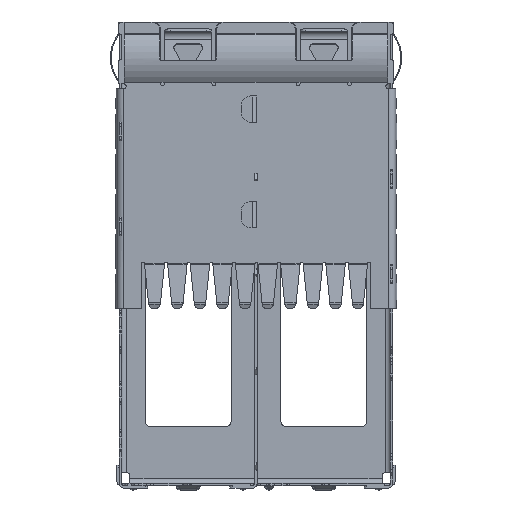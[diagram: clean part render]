
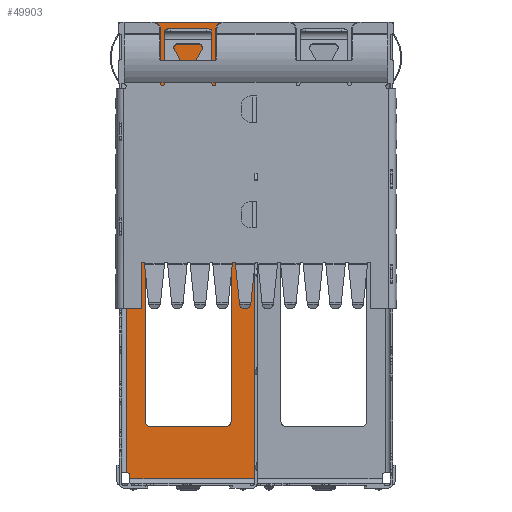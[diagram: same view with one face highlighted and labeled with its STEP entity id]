
A CAD part, front view. The second image highlights one B-rep face of the part: STEP entity #49903.
In plain terms, the highlighted planar face has unit normal (0, -1, 0).
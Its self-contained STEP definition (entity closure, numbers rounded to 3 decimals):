
#54=DIRECTION('',(1.,0.,0.));
#55=VECTOR('',#54,13.5);
#56=CARTESIAN_POINT('',(-13.625,4.475,0.));
#57=LINE('',#56,#55);
#21572=DIRECTION('',(1.,0.,0.));
#21573=VECTOR('',#21572,8.);
#21574=CARTESIAN_POINT('',(-11.125,4.475,-16.));
#21575=LINE('',#21574,#21573);
#21579=DIRECTION('',(0.,0.,1.));
#21580=VECTOR('',#21579,25.5);
#21581=CARTESIAN_POINT('',(-11.625,4.475,-42.));
#21582=LINE('',#21581,#21580);
#21586=DIRECTION('',(-1.,0.,0.));
#21587=VECTOR('',#21586,8.);
#21588=CARTESIAN_POINT('',(-3.125,4.475,-42.5));
#21589=LINE('',#21588,#21587);
#21593=DIRECTION('',(0.,0.,-1.));
#21594=VECTOR('',#21593,25.5);
#21595=CARTESIAN_POINT('',(-2.625,4.475,-16.5));
#21596=LINE('',#21595,#21594);
#21600=DIRECTION('',(0.,0.,1.));
#21601=VECTOR('',#21600,47.975);
#21602=CARTESIAN_POINT('',(-0.125,4.475,-47.975));
#21603=LINE('',#21602,#21601);
#21607=DIRECTION('',(-1.,0.,0.));
#21608=VECTOR('',#21607,13.125);
#21609=CARTESIAN_POINT('',(-0.125,4.475,-47.975));
#21610=LINE('',#21609,#21608);
#21614=DIRECTION('',(0.,0.,1.));
#21615=VECTOR('',#21614,0.35);
#21616=CARTESIAN_POINT('',(-13.25,4.475,-47.975));
#21617=LINE('',#21616,#21615);
#21621=DIRECTION('',(1.,0.,0.));
#21622=VECTOR('',#21621,0.125);
#21623=CARTESIAN_POINT('',(-13.625,4.475,-47.375));
#21624=LINE('',#21623,#21622);
#21628=DIRECTION('',(0.,0.,-1.));
#21629=VECTOR('',#21628,47.375);
#21630=CARTESIAN_POINT('',(-13.625,4.475,0.));
#21631=LINE('',#21630,#21629);
#21685=CARTESIAN_POINT('',(-11.125,4.475,-16.5));
#21686=DIRECTION('',(0.,1.,0.));
#21687=DIRECTION('',(-1.,0.,0.));
#21688=AXIS2_PLACEMENT_3D('',#21685,#21686,#21687);
#21707=CARTESIAN_POINT('',(-11.125,4.475,-42.));
#21708=DIRECTION('',(0.,1.,0.));
#21709=DIRECTION('',(0.,0.,-1.));
#21710=AXIS2_PLACEMENT_3D('',#21707,#21708,#21709);
#21745=CARTESIAN_POINT('',(-3.125,4.475,-42.));
#21746=DIRECTION('',(0.,1.,0.));
#21747=DIRECTION('',(1.,0.,0.));
#21748=AXIS2_PLACEMENT_3D('',#21745,#21746,#21747);
#21767=CARTESIAN_POINT('',(-3.125,4.475,-16.5));
#21768=DIRECTION('',(0.,1.,0.));
#21769=DIRECTION('',(0.,0.,1.));
#21770=AXIS2_PLACEMENT_3D('',#21767,#21768,#21769);
#22010=CARTESIAN_POINT('',(-13.5,4.475,-47.625));
#22011=DIRECTION('',(0.,1.,0.));
#22012=DIRECTION('',(0.,0.,1.));
#22013=AXIS2_PLACEMENT_3D('',#22010,#22011,#22012);
#29484=CARTESIAN_POINT('',(-13.625,4.475,0.));
#29486=VERTEX_POINT('',#29484);
#29763=CARTESIAN_POINT('',(-0.125,4.475,-47.975));
#29764=CARTESIAN_POINT('',(-0.125,4.475,0.));
#29765=VERTEX_POINT('',#29763);
#29766=VERTEX_POINT('',#29764);
#29789=CARTESIAN_POINT('',(-13.25,4.475,-47.975));
#29790=VERTEX_POINT('',#29789);
#29933=CARTESIAN_POINT('',(-13.625,4.475,-47.375));
#29934=VERTEX_POINT('',#29933);
#30553=CARTESIAN_POINT('',(-13.5,4.475,-47.375));
#30554=CARTESIAN_POINT('',(-13.25,4.475,-47.625));
#30555=VERTEX_POINT('',#30553);
#30556=VERTEX_POINT('',#30554);
#30587=CARTESIAN_POINT('',(-11.625,4.475,-16.5));
#30588=CARTESIAN_POINT('',(-11.125,4.475,-16.));
#30589=VERTEX_POINT('',#30587);
#30590=VERTEX_POINT('',#30588);
#30609=CARTESIAN_POINT('',(-11.125,4.475,-42.5));
#30610=CARTESIAN_POINT('',(-11.625,4.475,-42.));
#30611=VERTEX_POINT('',#30609);
#30612=VERTEX_POINT('',#30610);
#30621=CARTESIAN_POINT('',(-2.625,4.475,-42.));
#30622=CARTESIAN_POINT('',(-3.125,4.475,-42.5));
#30623=VERTEX_POINT('',#30621);
#30624=VERTEX_POINT('',#30622);
#30637=CARTESIAN_POINT('',(-3.125,4.475,-16.));
#30638=CARTESIAN_POINT('',(-2.625,4.475,-16.5));
#30639=VERTEX_POINT('',#30637);
#30640=VERTEX_POINT('',#30638);
#49866=CARTESIAN_POINT('',(-13.625,4.475,0.));
#49867=DIRECTION('',(0.,-1.,0.));
#49868=DIRECTION('',(1.,0.,0.));
#49869=AXIS2_PLACEMENT_3D('',#49866,#49867,#49868);
#49870=PLANE('',#49869);
#49871=ORIENTED_EDGE('',*,*,#34193,.F.);
#49873=ORIENTED_EDGE('',*,*,#49872,.T.);
#49875=ORIENTED_EDGE('',*,*,#49874,.T.);
#49877=ORIENTED_EDGE('',*,*,#49876,.F.);
#49879=ORIENTED_EDGE('',*,*,#49878,.F.);
#49881=ORIENTED_EDGE('',*,*,#49880,.F.);
#49882=ORIENTED_EDGE('',*,*,#33737,.T.);
#49883=EDGE_LOOP('',(#49871,#49873,#49875,#49877,#49879,#49881,#49882));
#49884=FACE_OUTER_BOUND('',#49883,.F.);
#49886=ORIENTED_EDGE('',*,*,#49885,.F.);
#49888=ORIENTED_EDGE('',*,*,#49887,.F.);
#49890=ORIENTED_EDGE('',*,*,#49889,.F.);
#49892=ORIENTED_EDGE('',*,*,#49891,.F.);
#49894=ORIENTED_EDGE('',*,*,#49893,.F.);
#49896=ORIENTED_EDGE('',*,*,#49895,.F.);
#49898=ORIENTED_EDGE('',*,*,#49897,.F.);
#49900=ORIENTED_EDGE('',*,*,#49899,.F.);
#49901=EDGE_LOOP('',(#49886,#49888,#49890,#49892,#49894,#49896,#49898,#49900));
#49902=FACE_BOUND('',#49901,.F.);
#21689=CIRCLE('',#21688,0.5);
#21711=CIRCLE('',#21710,0.5);
#21749=CIRCLE('',#21748,0.5);
#21771=CIRCLE('',#21770,0.5);
#22014=CIRCLE('',#22013,0.25);
#33737=EDGE_CURVE('',#29486,#29766,#57,.T.);
#34193=EDGE_CURVE('',#29765,#29766,#21603,.T.);
#49872=EDGE_CURVE('',#29765,#29790,#21610,.T.);
#49874=EDGE_CURVE('',#29790,#30556,#21617,.T.);
#49876=EDGE_CURVE('',#30555,#30556,#22014,.T.);
#49878=EDGE_CURVE('',#29934,#30555,#21624,.T.);
#49880=EDGE_CURVE('',#29486,#29934,#21631,.T.);
#49885=EDGE_CURVE('',#30590,#30639,#21575,.T.);
#49887=EDGE_CURVE('',#30589,#30590,#21689,.T.);
#49889=EDGE_CURVE('',#30612,#30589,#21582,.T.);
#49891=EDGE_CURVE('',#30611,#30612,#21711,.T.);
#49893=EDGE_CURVE('',#30624,#30611,#21589,.T.);
#49895=EDGE_CURVE('',#30623,#30624,#21749,.T.);
#49897=EDGE_CURVE('',#30640,#30623,#21596,.T.);
#49899=EDGE_CURVE('',#30639,#30640,#21771,.T.);
#49903=ADVANCED_FACE('',(#49884,#49902),#49870,.T.);
